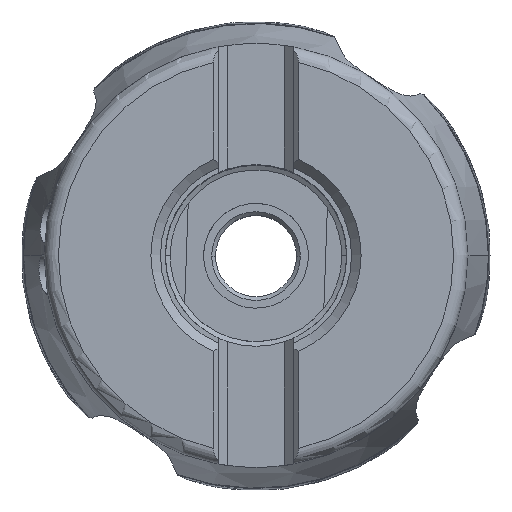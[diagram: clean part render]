
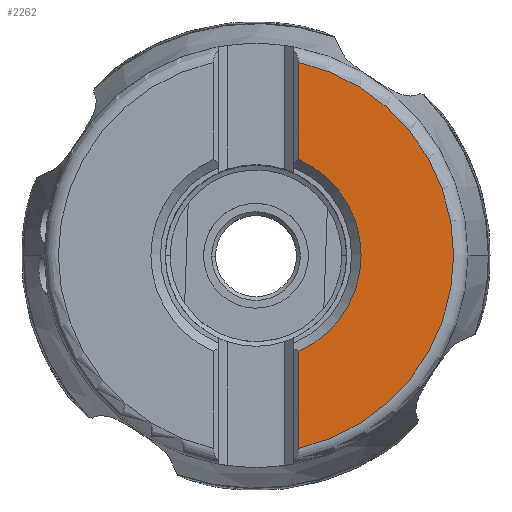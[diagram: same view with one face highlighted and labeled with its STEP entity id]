
A CAD part, top view. The second image highlights one B-rep face of the part: STEP entity #2262.
In plain terms, the highlighted planar face has unit normal (0, 0, 1).
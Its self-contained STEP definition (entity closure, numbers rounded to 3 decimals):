
#423=LINE('',#34342,#821);
#424=LINE('',#34361,#822);
#821=VECTOR('',#13751,1.);
#822=VECTOR('',#13760,1.);
#1670=FACE_OUTER_BOUND('',#3078,.T.);
#2262=ADVANCED_FACE('',(#1670),#2609,.T.);
#2609=PLANE('',#11724);
#3078=EDGE_LOOP('',(#6762,#6763,#6764,#6765,#6766));
#4257=CIRCLE('',#11716,20.725);
#4258=CIRCLE('',#11717,20.725);
#4260=CIRCLE('',#11721,11.025);
#6762=ORIENTED_EDGE('',*,*,#10316,.F.);
#6763=ORIENTED_EDGE('',*,*,#10313,.F.);
#6764=ORIENTED_EDGE('',*,*,#10311,.F.);
#6765=ORIENTED_EDGE('',*,*,#10310,.F.);
#6766=ORIENTED_EDGE('',*,*,#10318,.F.);
#8824=VERTEX_POINT('',#34326);
#8825=VERTEX_POINT('',#34328);
#8826=VERTEX_POINT('',#34330);
#8827=VERTEX_POINT('',#34343);
#8828=VERTEX_POINT('',#34353);
#10310=EDGE_CURVE('',#8824,#8825,#4257,.T.);
#10311=EDGE_CURVE('',#8825,#8826,#4258,.T.);
#10313=EDGE_CURVE('',#8826,#8827,#423,.T.);
#10316=EDGE_CURVE('',#8827,#8828,#4260,.T.);
#10318=EDGE_CURVE('',#8828,#8824,#424,.T.);
#11716=AXIS2_PLACEMENT_3D('',#34327,#13745,#13746);
#11717=AXIS2_PLACEMENT_3D('',#34329,#13747,#13748);
#11721=AXIS2_PLACEMENT_3D('',#34352,#13756,#13757);
#11724=AXIS2_PLACEMENT_3D('',#34363,#13763,#13764);
#13745=DIRECTION('',(0.,0.,-1.));
#13746=DIRECTION('',(0.216,0.976,0.));
#13747=DIRECTION('',(0.,0.,-1.));
#13748=DIRECTION('',(1.,-0.001,0.));
#13751=DIRECTION('',(0.,1.,0.));
#13756=DIRECTION('',(0.,0.,1.));
#13757=DIRECTION('',(0.405,-0.914,0.));
#13760=DIRECTION('',(0.,1.,0.));
#13763=DIRECTION('',(0.,0.,1.));
#13764=DIRECTION('',(-1.,0.,0.));
#34326=CARTESIAN_POINT('',(4.47,20.237,0.));
#34327=CARTESIAN_POINT('',(0.,0.,0.));
#34328=CARTESIAN_POINT('',(20.725,-0.02,0.));
#34329=CARTESIAN_POINT('',(0.,0.,0.));
#34330=CARTESIAN_POINT('',(4.47,-20.237,0.));
#34342=CARTESIAN_POINT('',(4.47,-20.237,0.));
#34343=CARTESIAN_POINT('',(4.47,-10.078,0.));
#34352=CARTESIAN_POINT('',(0.,0.,0.));
#34353=CARTESIAN_POINT('',(4.47,10.078,0.));
#34361=CARTESIAN_POINT('',(4.47,10.078,0.));
#34363=CARTESIAN_POINT('',(12.597,0.,0.));
